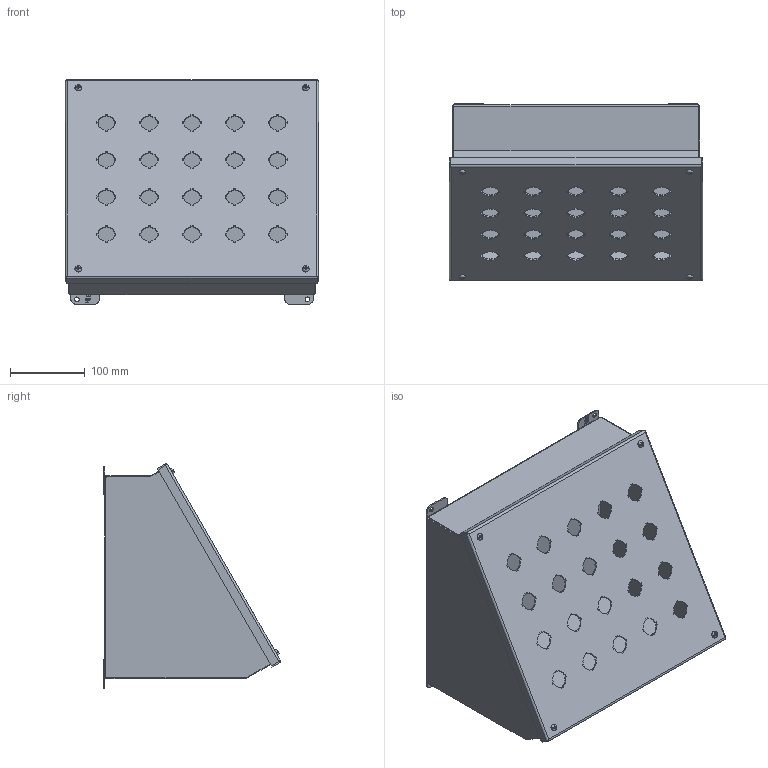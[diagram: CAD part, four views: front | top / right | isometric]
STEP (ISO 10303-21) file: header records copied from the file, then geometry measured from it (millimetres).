
FILE_DESCRIPTION (( 'STEP AP203' ), '1' );
FILE_NAME ('1490MJ20_Default.step', '2019-11-12T20:33:08', ( '' ), ( '' ), 'SwSTEP 2.0', 'SolidWorks 2019', '' );
FILE_SCHEMA (( 'CONFIG_CONTROL_DESIGN' ));
Length unit declared in the file: inch
Products named in the file (1): 1490MJ20_Default
Bounding box: 338.12 x 236.29 x 299.42 mm (x, y, z)
Volume: 736311 mm3; surface area: 822844.7 mm2
Topology: 26 solids, 26 shells, 1013 faces, 2742 edges, 1809 vertices
Faces by surface type: plane 723, cylinder 252, cone 22, torus 8, bspline 8
Entity records: 32294 total; most frequent: CARTESIAN_POINT 6294, ORIENTED_EDGE 5480, DIRECTION 5229, EDGE_CURVE 2740, VECTOR 2069, LINE 2069, VERTEX_POINT 1809, AXIS2_PLACEMENT_3D 1580
